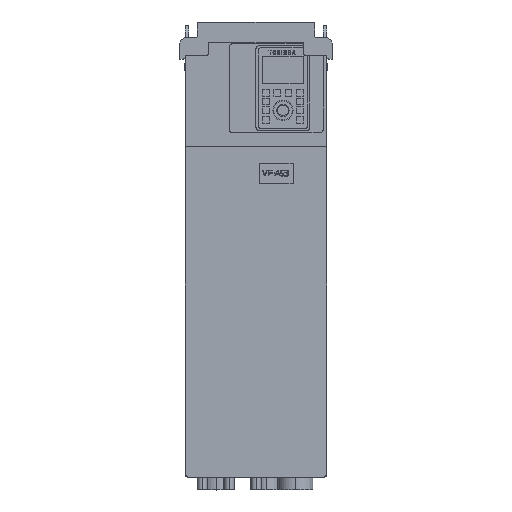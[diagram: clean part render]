
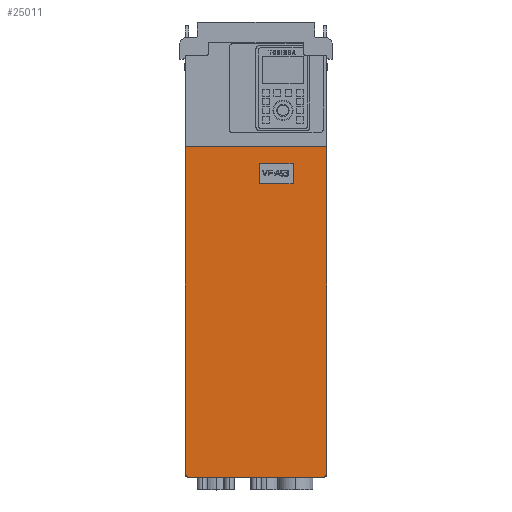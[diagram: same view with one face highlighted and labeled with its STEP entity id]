
A CAD part, top view. The second image highlights one B-rep face of the part: STEP entity #25011.
In plain terms, the highlighted planar face has unit normal (0, 0, 1).
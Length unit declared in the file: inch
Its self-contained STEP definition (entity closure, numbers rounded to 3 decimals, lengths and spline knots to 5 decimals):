
#1165 = EDGE_LOOP ( 'NONE', ( #35899, #42583, #20073, #48203, #34780, #32282 ) ) ;
#3492 = VERTEX_POINT ( 'NONE', #38147 ) ;
#4276 = DIRECTION ( 'NONE',  ( 0., 0., 1. ) ) ;
#4513 = VERTEX_POINT ( 'NONE', #27143 ) ;
#4835 = DIRECTION ( 'NONE',  ( -1., 0., 0. ) ) ;
#6928 = CARTESIAN_POINT ( 'NONE',  ( -3.93701, -14.30739, 10.31496 ) ) ;
#7260 = VERTEX_POINT ( 'NONE', #40536 ) ;
#8644 = CARTESIAN_POINT ( 'NONE',  ( 4.12992, -14.30739, 10.31496 ) ) ;
#8849 = CARTESIAN_POINT ( 'NONE',  ( 3.93701, -14.30739, 10.31496 ) ) ;
#8891 = DIRECTION ( 'NONE',  ( 0., 0., 1. ) ) ;
#9526 = EDGE_CURVE ( 'NONE', #29998, #17546, #9813, .T. ) ;
#9813 = CIRCLE ( 'NONE', #15407, 0.19685 ) ;
#9939 = VECTOR ( 'NONE', #4835, 39.37008 ) ;
#11048 = DIRECTION ( 'NONE',  ( -0.98, -0.199, 0. ) ) ;
#11283 = DIRECTION ( 'NONE',  ( 0., 0., 1. ) ) ;
#12229 = EDGE_CURVE ( 'NONE', #3492, #29998, #32328, .T. ) ;
#13013 = CARTESIAN_POINT ( 'NONE',  ( 4.12992, 4.98002, 10.31496 ) ) ;
#13516 = DIRECTION ( 'NONE',  ( -1., 0., 0. ) ) ;
#13702 = DIRECTION ( 'NONE',  ( 0., -1., 0. ) ) ;
#13890 = AXIS2_PLACEMENT_3D ( 'NONE', #8644, #8891, #39176 ) ;
#14038 = EDGE_CURVE ( 'NONE', #7260, #17546, #27884, .T. ) ;
#14058 = CARTESIAN_POINT ( 'NONE',  ( -3.93701, -14.11054, 10.31496 ) ) ;
#15407 = AXIS2_PLACEMENT_3D ( 'NONE', #14058, #11283, #11048 ) ;
#16392 = FACE_OUTER_BOUND ( 'NONE', #1165, .T. ) ;
#16716 = LINE ( 'NONE', #32745, #21745 ) ;
#17546 = VERTEX_POINT ( 'NONE', #6928 ) ;
#17590 = VECTOR ( 'NONE', #28566, 39.37008 ) ;
#19309 = CARTESIAN_POINT ( 'NONE',  ( 3.93701, -14.11054, 10.31496 ) ) ;
#20073 = ORIENTED_EDGE ( 'NONE', *, *, #29954, .T. ) ;
#21745 = VECTOR ( 'NONE', #13702, 39.37008 ) ;
#22252 = CARTESIAN_POINT ( 'NONE',  ( -4.12992, -14.14971, 10.31496 ) ) ;
#24554 = VECTOR ( 'NONE', #13516, 39.37008 ) ;
#25011 = ADVANCED_FACE ( 'NONE', ( #16392 ), #42925, .T. ) ;
#27143 = CARTESIAN_POINT ( 'NONE',  ( 4.12992, -14.14971, 10.31496 ) ) ;
#27884 = LINE ( 'NONE', #8849, #9939 ) ;
#28566 = DIRECTION ( 'NONE',  ( 0., -1., 0. ) ) ;
#29954 = EDGE_CURVE ( 'NONE', #48376, #3492, #43805, .T. ) ;
#29998 = VERTEX_POINT ( 'NONE', #22252 ) ;
#31603 = CIRCLE ( 'NONE', #37979, 0.19685 ) ;
#32282 = ORIENTED_EDGE ( 'NONE', *, *, #14038, .F. ) ;
#32328 = LINE ( 'NONE', #33062, #17590 ) ;
#32745 = CARTESIAN_POINT ( 'NONE',  ( 4.12992, -14.14971, 10.31496 ) ) ;
#33062 = CARTESIAN_POINT ( 'NONE',  ( -4.12992, 4.98002, 10.31496 ) ) ;
#33659 = EDGE_CURVE ( 'NONE', #7260, #4513, #31603, .T. ) ;
#34780 = ORIENTED_EDGE ( 'NONE', *, *, #9526, .T. ) ;
#35899 = ORIENTED_EDGE ( 'NONE', *, *, #33659, .T. ) ;
#37979 = AXIS2_PLACEMENT_3D ( 'NONE', #19309, #4276, #46597 ) ;
#38147 = CARTESIAN_POINT ( 'NONE',  ( -4.12992, 4.98002, 10.31496 ) ) ;
#39176 = DIRECTION ( 'NONE',  ( 0., 1., 0. ) ) ;
#40536 = CARTESIAN_POINT ( 'NONE',  ( 3.93701, -14.30739, 10.31496 ) ) ;
#42583 = ORIENTED_EDGE ( 'NONE', *, *, #46892, .F. ) ;
#42925 = PLANE ( 'NONE',  #13890 ) ;
#43805 = LINE ( 'NONE', #13013, #24554 ) ;
#46597 = DIRECTION ( 'NONE',  ( 0., -1., 0. ) ) ;
#46892 = EDGE_CURVE ( 'NONE', #48376, #4513, #16716, .T. ) ;
#47191 = CARTESIAN_POINT ( 'NONE',  ( 4.12992, 4.98002, 10.31496 ) ) ;
#48203 = ORIENTED_EDGE ( 'NONE', *, *, #12229, .T. ) ;
#48376 = VERTEX_POINT ( 'NONE', #47191 ) ;
